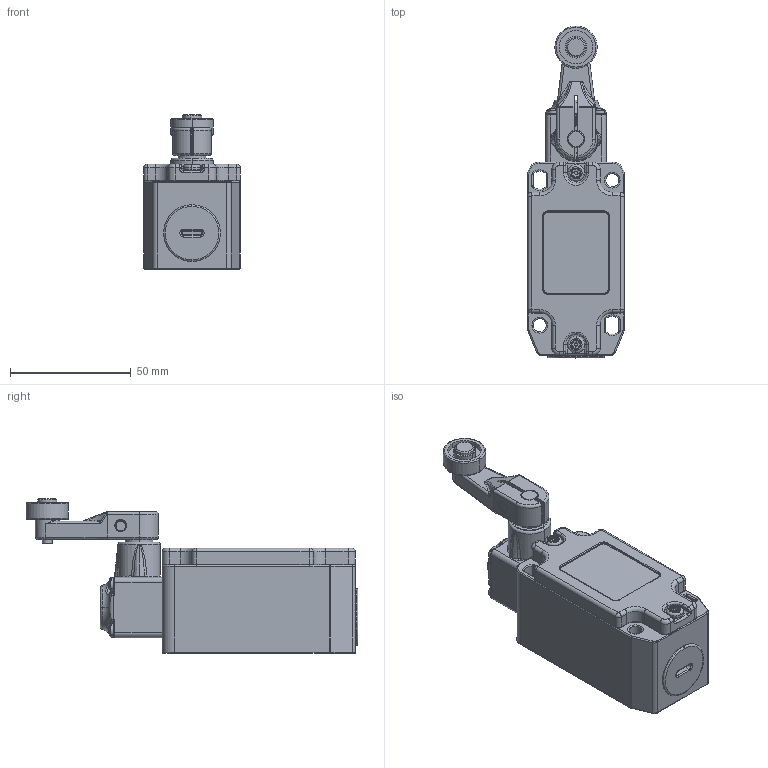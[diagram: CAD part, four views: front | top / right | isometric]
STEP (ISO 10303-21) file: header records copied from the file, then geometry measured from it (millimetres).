
FILE_DESCRIPTION (( 'STEP AP203' ), '1' );
FILE_NAME ('174-HLM (short Roller lever) (step format).STEP', '2014-05-01T09:26:51', ( '' ), ( '' ), 'SwSTEP 2.0', 'SolidWorks 2013', '' );
FILE_SCHEMA (( 'CONFIG_CONTROL_DESIGN' ));
Products named in the file (1): 174-HLM (short Roller lever) (step format)
Bounding box: 40 x 137.25 x 64 mm (x, y, z)
Volume: 73706.3 mm3; surface area: 53581.5 mm2
Topology: 17 solids, 17 shells, 2938 faces, 6607 edges, 3728 vertices
Faces by surface type: cone 980, cylinder 681, plane 676, torus 357, bspline 189, sphere 55
Entity records: 94195 total; most frequent: CARTESIAN_POINT 29309, DIRECTION 14374, ORIENTED_EDGE 13070, EDGE_CURVE 6535, AXIS2_PLACEMENT_3D 5731, VERTEX_POINT 3728, EDGE_LOOP 3069, CIRCLE 2981
